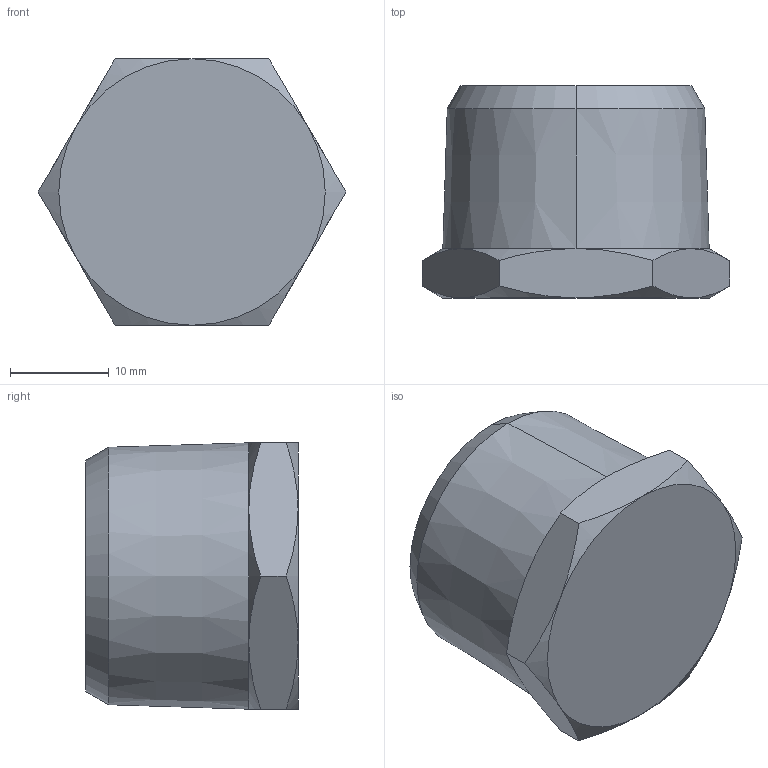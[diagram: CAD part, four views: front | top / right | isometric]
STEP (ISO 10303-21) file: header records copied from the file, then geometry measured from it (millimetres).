
FILE_DESCRIPTION(( 'RA.20.00.34.STEP' ), '1');
FILE_NAME( 'RA.20.00.34.STEP', '2018-10-12T15:16:48',( 'Sopra'),('sopra-pneumatic.com'), 'SwSTEP 2.0','SolidWorks 2009','' );
FILE_SCHEMA (( 'AUTOMOTIVE_DESIGN' ));
Length unit declared in the file: millimetre
Products named in the file (2): 0302100010700A
Bounding box: 31.18 x 21.5 x 27 mm (x, y, z)
Volume: 8008.1 mm3; surface area: 3642.4 mm2
Topology: 1 solids, 1 shells, 31 faces, 66 edges, 37 vertices
Faces by surface type: cone 20, plane 9, cylinder 2
Entity records: 973 total; most frequent: CARTESIAN_POINT 278, DIRECTION 130, ORIENTED_EDGE 128, EDGE_CURVE 64, AXIS2_PLACEMENT_3D 57, VERTEX_POINT 37, EDGE_LOOP 33, FACE_OUTER_BOUND 31
